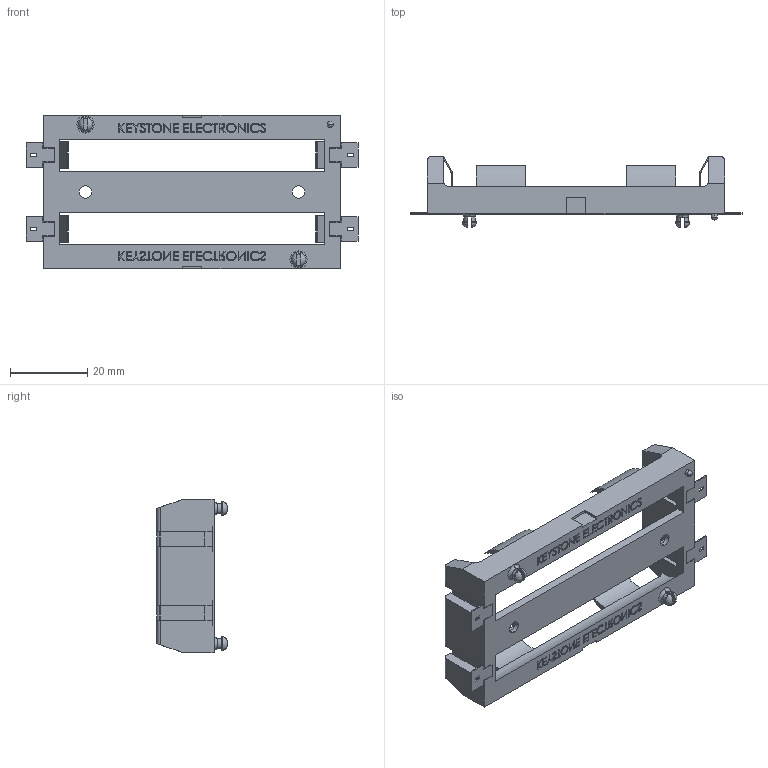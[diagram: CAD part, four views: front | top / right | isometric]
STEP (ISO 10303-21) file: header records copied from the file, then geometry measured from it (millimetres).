
FILE_DESCRIPTION (( 'STEP AP214' ), '1' );
FILE_NAME ('1048.STEP', '2021-06-08T06:36:38', ( '' ), ( '' ), 'SwSTEP 2.0', 'SolidWorks 2018', '' );
FILE_SCHEMA (( 'AUTOMOTIVE_DESIGN' ));
Length unit declared in the file: millimetre
Products named in the file (2): 1048
Bounding box: 86 x 18.29 x 39.78 mm (x, y, z)
Volume: 10554.1 mm3; surface area: 10927.9 mm2
Topology: 9 solids, 9 shells, 724 faces, 1966 edges, 1305 vertices
Faces by surface type: plane 516, bspline 138, cylinder 60, torus 8, sphere 2
Entity records: 38637 total; most frequent: CARTESIAN_POINT 13121, ORIENTED_EDGE 3932, DIRECTION 2972, EDGE_CURVE 1966, VECTOR 1532, LINE 1532, VERTEX_POINT 1305, EDGE_LOOP 785
